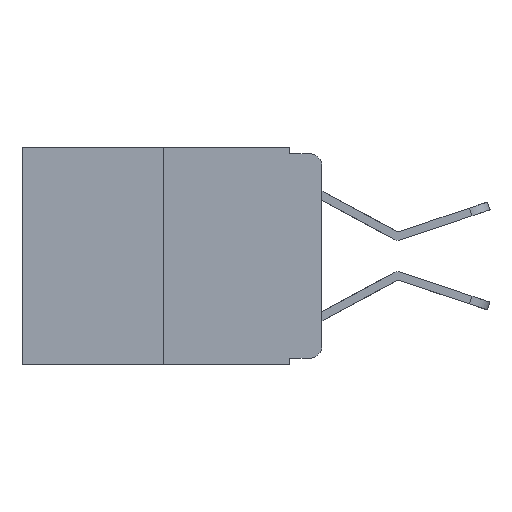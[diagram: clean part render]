
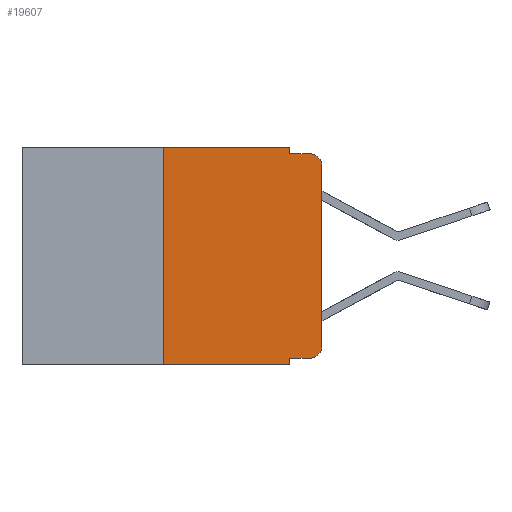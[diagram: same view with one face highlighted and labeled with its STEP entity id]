
A CAD part, left-side view. The second image highlights one B-rep face of the part: STEP entity #19607.
In plain terms, the highlighted planar face has unit normal (-1, 0, 0).
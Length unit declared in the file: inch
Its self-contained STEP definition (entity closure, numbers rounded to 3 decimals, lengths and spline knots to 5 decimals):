
#402 = LINE ( 'NONE', #5678, #10843 ) ;
#1117 = ORIENTED_EDGE ( 'NONE', *, *, #17101, .F. ) ;
#1650 = EDGE_CURVE ( 'NONE', #23978, #21448, #25846, .T. ) ;
#1762 = ORIENTED_EDGE ( 'NONE', *, *, #3524, .F. ) ;
#1857 = VECTOR ( 'NONE', #17681, 39.37008 ) ;
#2076 = VECTOR ( 'NONE', #18597, 39.37008 ) ;
#2472 = DIRECTION ( 'NONE',  ( -1., 0., 0. ) ) ;
#2550 = LINE ( 'NONE', #15680, #1857 ) ;
#2768 = ORIENTED_EDGE ( 'NONE', *, *, #16671, .T. ) ;
#3112 = VERTEX_POINT ( 'NONE', #16336 ) ;
#3524 = EDGE_CURVE ( 'NONE', #3925, #16277, #17998, .T. ) ;
#3925 = VERTEX_POINT ( 'NONE', #26333 ) ;
#4110 = LINE ( 'NONE', #23403, #25047 ) ;
#5233 = EDGE_CURVE ( 'NONE', #16037, #3112, #19816, .T. ) ;
#5279 = PLANE ( 'NONE',  #6486 ) ;
#5370 = CARTESIAN_POINT ( 'NONE',  ( 0., 0.473, 0. ) ) ;
#5678 = CARTESIAN_POINT ( 'NONE',  ( 0., 0.473, 0. ) ) ;
#5855 = CARTESIAN_POINT ( 'NONE',  ( 0., 0.02, -0.03 ) ) ;
#6138 = CARTESIAN_POINT ( 'NONE',  ( 0., 0.02, -0.333 ) ) ;
#6486 = AXIS2_PLACEMENT_3D ( 'NONE', #5370, #19567, #7444 ) ;
#7417 = CARTESIAN_POINT ( 'NONE',  ( 0., 0.25, 0. ) ) ;
#7444 = DIRECTION ( 'NONE',  ( 0., 0., -1. ) ) ;
#7612 = LINE ( 'NONE', #14665, #2076 ) ;
#7926 = DIRECTION ( 'NONE',  ( 0., 0., -1. ) ) ;
#8705 = VECTOR ( 'NONE', #11467, 39.37008 ) ;
#8996 = CIRCLE ( 'NONE', #22556, 0.02 ) ;
#9673 = AXIS2_PLACEMENT_3D ( 'NONE', #14745, #2472, #16745 ) ;
#9992 = EDGE_CURVE ( 'NONE', #16037, #24051, #21649, .T. ) ;
#10843 = VECTOR ( 'NONE', #19860, 39.37008 ) ;
#10955 = VECTOR ( 'NONE', #19535, 39.37008 ) ;
#11337 = DIRECTION ( 'NONE',  ( 0., -1., 0. ) ) ;
#11467 = DIRECTION ( 'NONE',  ( 0., 0., 1. ) ) ;
#11719 = DIRECTION ( 'NONE',  ( 0., -1., 0. ) ) ;
#11875 = EDGE_CURVE ( 'NONE', #23834, #23978, #7612, .T. ) ;
#12206 = EDGE_LOOP ( 'NONE', ( #13059, #2768, #1117, #1762, #12757, #24705, #16370, #17005, #21453, #25221 ) ) ;
#12694 = VECTOR ( 'NONE', #21037, 39.37008 ) ;
#12757 = ORIENTED_EDGE ( 'NONE', *, *, #14411, .F. ) ;
#13059 = ORIENTED_EDGE ( 'NONE', *, *, #22092, .T. ) ;
#13108 = VERTEX_POINT ( 'NONE', #17802 ) ;
#13521 = CARTESIAN_POINT ( 'NONE',  ( 0., 0., -0.313 ) ) ;
#14002 = CARTESIAN_POINT ( 'NONE',  ( 0., 0.25, -0.343 ) ) ;
#14080 = LINE ( 'NONE', #25433, #8705 ) ;
#14411 = EDGE_CURVE ( 'NONE', #24051, #3925, #402, .T. ) ;
#14459 = VECTOR ( 'NONE', #11719, 39.37008 ) ;
#14614 = CARTESIAN_POINT ( 'NONE',  ( 0., 0.25, 0. ) ) ;
#14665 = CARTESIAN_POINT ( 'NONE',  ( 0., 0.051, -0.333 ) ) ;
#14745 = CARTESIAN_POINT ( 'NONE',  ( 0., 0.02, -0.313 ) ) ;
#15065 = VERTEX_POINT ( 'NONE', #16942 ) ;
#15680 = CARTESIAN_POINT ( 'NONE',  ( 0., 0.051, 0. ) ) ;
#15757 = CARTESIAN_POINT ( 'NONE',  ( 0., 0.473, -0.343 ) ) ;
#16037 = VERTEX_POINT ( 'NONE', #14002 ) ;
#16277 = VERTEX_POINT ( 'NONE', #16801 ) ;
#16336 = CARTESIAN_POINT ( 'NONE',  ( 0., 0.051, -0.343 ) ) ;
#16370 = ORIENTED_EDGE ( 'NONE', *, *, #5233, .T. ) ;
#16671 = EDGE_CURVE ( 'NONE', #15065, #13108, #8996, .T. ) ;
#16745 = DIRECTION ( 'NONE',  ( 0., 0., -1. ) ) ;
#16801 = CARTESIAN_POINT ( 'NONE',  ( 0., 0.051, -0.01 ) ) ;
#16942 = CARTESIAN_POINT ( 'NONE',  ( 0., 0., -0.03 ) ) ;
#17005 = ORIENTED_EDGE ( 'NONE', *, *, #22171, .F. ) ;
#17101 = EDGE_CURVE ( 'NONE', #16277, #13108, #4110, .T. ) ;
#17681 = DIRECTION ( 'NONE',  ( 0., 0., -1. ) ) ;
#17802 = CARTESIAN_POINT ( 'NONE',  ( 0., 0.02, -0.01 ) ) ;
#17998 = LINE ( 'NONE', #19003, #12694 ) ;
#18597 = DIRECTION ( 'NONE',  ( 0., -1., 0. ) ) ;
#19003 = CARTESIAN_POINT ( 'NONE',  ( 0., 0.051, 0. ) ) ;
#19535 = DIRECTION ( 'NONE',  ( 0., 0., 1. ) ) ;
#19567 = DIRECTION ( 'NONE',  ( 1., 0., 0. ) ) ;
#19607 = ADVANCED_FACE ( 'NONE', ( #21485 ), #5279, .F. ) ;
#19816 = LINE ( 'NONE', #15757, #14459 ) ;
#19860 = DIRECTION ( 'NONE',  ( 0., -1., 0. ) ) ;
#20062 = DIRECTION ( 'NONE',  ( -1., 0., 0. ) ) ;
#21037 = DIRECTION ( 'NONE',  ( 0., 0., -1. ) ) ;
#21448 = VERTEX_POINT ( 'NONE', #13521 ) ;
#21453 = ORIENTED_EDGE ( 'NONE', *, *, #11875, .T. ) ;
#21485 = FACE_OUTER_BOUND ( 'NONE', #12206, .T. ) ;
#21649 = LINE ( 'NONE', #7417, #10955 ) ;
#22092 = EDGE_CURVE ( 'NONE', #21448, #15065, #14080, .T. ) ;
#22171 = EDGE_CURVE ( 'NONE', #23834, #3112, #2550, .T. ) ;
#22556 = AXIS2_PLACEMENT_3D ( 'NONE', #5855, #20062, #7926 ) ;
#23403 = CARTESIAN_POINT ( 'NONE',  ( 0., 0.051, -0.01 ) ) ;
#23834 = VERTEX_POINT ( 'NONE', #23885 ) ;
#23885 = CARTESIAN_POINT ( 'NONE',  ( 0., 0.051, -0.333 ) ) ;
#23978 = VERTEX_POINT ( 'NONE', #6138 ) ;
#24051 = VERTEX_POINT ( 'NONE', #14614 ) ;
#24705 = ORIENTED_EDGE ( 'NONE', *, *, #9992, .F. ) ;
#25047 = VECTOR ( 'NONE', #11337, 39.37008 ) ;
#25221 = ORIENTED_EDGE ( 'NONE', *, *, #1650, .T. ) ;
#25433 = CARTESIAN_POINT ( 'NONE',  ( 0., 0., 0. ) ) ;
#25846 = CIRCLE ( 'NONE', #9673, 0.02 ) ;
#26333 = CARTESIAN_POINT ( 'NONE',  ( 0., 0.051, 0. ) ) ;
